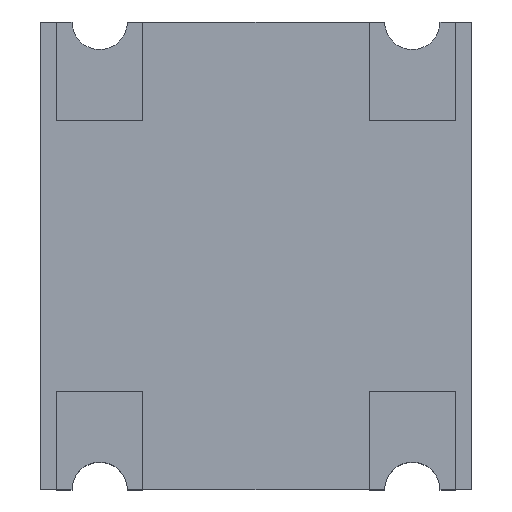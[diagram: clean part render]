
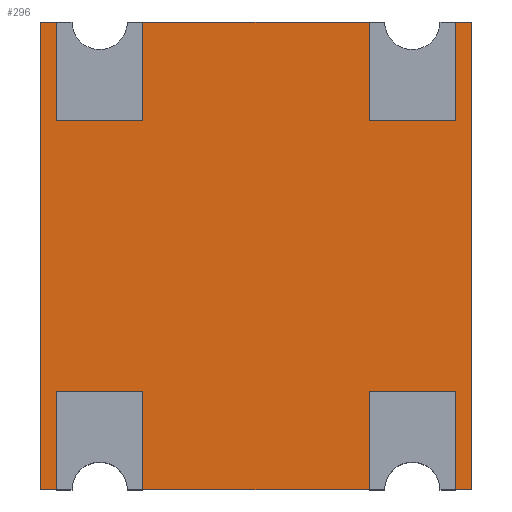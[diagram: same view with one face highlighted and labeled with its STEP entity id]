
A CAD part, top view. The second image highlights one B-rep face of the part: STEP entity #296.
In plain terms, the highlighted planar face has unit normal (0, 0, 1).
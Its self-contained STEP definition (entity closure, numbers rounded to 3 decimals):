
#24 = VERTEX_POINT('',#25);
#25 = CARTESIAN_POINT('',(-1.75,-1.9,1.13));
#31 = EDGE_CURVE('',#24,#32,#34,.T.);
#32 = VERTEX_POINT('',#33);
#33 = CARTESIAN_POINT('',(-1.75,1.9,1.13));
#34 = LINE('',#35,#36);
#35 = CARTESIAN_POINT('',(-1.75,-1.9,1.13));
#36 = VECTOR('',#37,1.);
#37 = DIRECTION('',(0.,1.,0.));
#80 = VERTEX_POINT('',#81);
#81 = CARTESIAN_POINT('',(-1.62,-1.9,1.13));
#87 = EDGE_CURVE('',#80,#24,#88,.T.);
#88 = LINE('',#89,#90);
#89 = CARTESIAN_POINT('',(1.75,-1.9,1.13));
#90 = VECTOR('',#91,1.);
#91 = DIRECTION('',(-1.,0.,0.));
#117 = EDGE_CURVE('',#32,#118,#120,.T.);
#118 = VERTEX_POINT('',#119);
#119 = CARTESIAN_POINT('',(-1.62,1.9,1.13));
#120 = LINE('',#121,#122);
#121 = CARTESIAN_POINT('',(-1.75,1.9,1.13));
#122 = VECTOR('',#123,1.);
#123 = DIRECTION('',(1.,0.,0.));
#296 = ADVANCED_FACE('',(#297),#436,.T.);
#297 = FACE_BOUND('',#298,.T.);
#298 = EDGE_LOOP('',(#299,#300,#301,#302,#310,#318,#326,#334,#342,#350,
    #358,#366,#374,#382,#390,#398,#406,#414,#422,#430));
#299 = ORIENTED_EDGE('',*,*,#117,.F.);
#300 = ORIENTED_EDGE('',*,*,#31,.F.);
#301 = ORIENTED_EDGE('',*,*,#87,.F.);
#302 = ORIENTED_EDGE('',*,*,#303,.F.);
#303 = EDGE_CURVE('',#304,#80,#306,.T.);
#304 = VERTEX_POINT('',#305);
#305 = CARTESIAN_POINT('',(-1.62,-1.1,1.13));
#306 = LINE('',#307,#308);
#307 = CARTESIAN_POINT('',(-1.62,-1.1,1.13));
#308 = VECTOR('',#309,1.);
#309 = DIRECTION('',(0.,-1.,0.));
#310 = ORIENTED_EDGE('',*,*,#311,.F.);
#311 = EDGE_CURVE('',#312,#304,#314,.T.);
#312 = VERTEX_POINT('',#313);
#313 = CARTESIAN_POINT('',(-0.92,-1.1,1.13));
#314 = LINE('',#315,#316);
#315 = CARTESIAN_POINT('',(-0.92,-1.1,1.13));
#316 = VECTOR('',#317,1.);
#317 = DIRECTION('',(-1.,0.,0.));
#318 = ORIENTED_EDGE('',*,*,#319,.F.);
#319 = EDGE_CURVE('',#320,#312,#322,.T.);
#320 = VERTEX_POINT('',#321);
#321 = CARTESIAN_POINT('',(-0.92,-1.9,1.13));
#322 = LINE('',#323,#324);
#323 = CARTESIAN_POINT('',(-0.92,-1.9,1.13));
#324 = VECTOR('',#325,1.);
#325 = DIRECTION('',(0.,1.,0.));
#326 = ORIENTED_EDGE('',*,*,#327,.F.);
#327 = EDGE_CURVE('',#328,#320,#330,.T.);
#328 = VERTEX_POINT('',#329);
#329 = CARTESIAN_POINT('',(0.92,-1.9,1.13));
#330 = LINE('',#331,#332);
#331 = CARTESIAN_POINT('',(1.75,-1.9,1.13));
#332 = VECTOR('',#333,1.);
#333 = DIRECTION('',(-1.,0.,0.));
#334 = ORIENTED_EDGE('',*,*,#335,.T.);
#335 = EDGE_CURVE('',#328,#336,#338,.T.);
#336 = VERTEX_POINT('',#337);
#337 = CARTESIAN_POINT('',(0.92,-1.1,1.13));
#338 = LINE('',#339,#340);
#339 = CARTESIAN_POINT('',(0.92,-1.9,1.13));
#340 = VECTOR('',#341,1.);
#341 = DIRECTION('',(0.,1.,0.));
#342 = ORIENTED_EDGE('',*,*,#343,.T.);
#343 = EDGE_CURVE('',#336,#344,#346,.T.);
#344 = VERTEX_POINT('',#345);
#345 = CARTESIAN_POINT('',(1.62,-1.1,1.13));
#346 = LINE('',#347,#348);
#347 = CARTESIAN_POINT('',(0.92,-1.1,1.13));
#348 = VECTOR('',#349,1.);
#349 = DIRECTION('',(1.,0.,0.));
#350 = ORIENTED_EDGE('',*,*,#351,.T.);
#351 = EDGE_CURVE('',#344,#352,#354,.T.);
#352 = VERTEX_POINT('',#353);
#353 = CARTESIAN_POINT('',(1.62,-1.9,1.13));
#354 = LINE('',#355,#356);
#355 = CARTESIAN_POINT('',(1.62,-1.1,1.13));
#356 = VECTOR('',#357,1.);
#357 = DIRECTION('',(0.,-1.,0.));
#358 = ORIENTED_EDGE('',*,*,#359,.F.);
#359 = EDGE_CURVE('',#360,#352,#362,.T.);
#360 = VERTEX_POINT('',#361);
#361 = CARTESIAN_POINT('',(1.75,-1.9,1.13));
#362 = LINE('',#363,#364);
#363 = CARTESIAN_POINT('',(1.75,-1.9,1.13));
#364 = VECTOR('',#365,1.);
#365 = DIRECTION('',(-1.,0.,0.));
#366 = ORIENTED_EDGE('',*,*,#367,.F.);
#367 = EDGE_CURVE('',#368,#360,#370,.T.);
#368 = VERTEX_POINT('',#369);
#369 = CARTESIAN_POINT('',(1.75,1.9,1.13));
#370 = LINE('',#371,#372);
#371 = CARTESIAN_POINT('',(1.75,1.9,1.13));
#372 = VECTOR('',#373,1.);
#373 = DIRECTION('',(0.,-1.,0.));
#374 = ORIENTED_EDGE('',*,*,#375,.F.);
#375 = EDGE_CURVE('',#376,#368,#378,.T.);
#376 = VERTEX_POINT('',#377);
#377 = CARTESIAN_POINT('',(1.62,1.9,1.13));
#378 = LINE('',#379,#380);
#379 = CARTESIAN_POINT('',(-1.75,1.9,1.13));
#380 = VECTOR('',#381,1.);
#381 = DIRECTION('',(1.,0.,0.));
#382 = ORIENTED_EDGE('',*,*,#383,.F.);
#383 = EDGE_CURVE('',#384,#376,#386,.T.);
#384 = VERTEX_POINT('',#385);
#385 = CARTESIAN_POINT('',(1.62,1.1,1.13));
#386 = LINE('',#387,#388);
#387 = CARTESIAN_POINT('',(1.62,1.1,1.13));
#388 = VECTOR('',#389,1.);
#389 = DIRECTION('',(0.,1.,0.));
#390 = ORIENTED_EDGE('',*,*,#391,.F.);
#391 = EDGE_CURVE('',#392,#384,#394,.T.);
#392 = VERTEX_POINT('',#393);
#393 = CARTESIAN_POINT('',(0.92,1.1,1.13));
#394 = LINE('',#395,#396);
#395 = CARTESIAN_POINT('',(0.92,1.1,1.13));
#396 = VECTOR('',#397,1.);
#397 = DIRECTION('',(1.,0.,0.));
#398 = ORIENTED_EDGE('',*,*,#399,.F.);
#399 = EDGE_CURVE('',#400,#392,#402,.T.);
#400 = VERTEX_POINT('',#401);
#401 = CARTESIAN_POINT('',(0.92,1.9,1.13));
#402 = LINE('',#403,#404);
#403 = CARTESIAN_POINT('',(0.92,1.9,1.13));
#404 = VECTOR('',#405,1.);
#405 = DIRECTION('',(0.,-1.,0.));
#406 = ORIENTED_EDGE('',*,*,#407,.F.);
#407 = EDGE_CURVE('',#408,#400,#410,.T.);
#408 = VERTEX_POINT('',#409);
#409 = CARTESIAN_POINT('',(-0.92,1.9,1.13));
#410 = LINE('',#411,#412);
#411 = CARTESIAN_POINT('',(-1.75,1.9,1.13));
#412 = VECTOR('',#413,1.);
#413 = DIRECTION('',(1.,0.,0.));
#414 = ORIENTED_EDGE('',*,*,#415,.T.);
#415 = EDGE_CURVE('',#408,#416,#418,.T.);
#416 = VERTEX_POINT('',#417);
#417 = CARTESIAN_POINT('',(-0.92,1.1,1.13));
#418 = LINE('',#419,#420);
#419 = CARTESIAN_POINT('',(-0.92,1.9,1.13));
#420 = VECTOR('',#421,1.);
#421 = DIRECTION('',(0.,-1.,0.));
#422 = ORIENTED_EDGE('',*,*,#423,.T.);
#423 = EDGE_CURVE('',#416,#424,#426,.T.);
#424 = VERTEX_POINT('',#425);
#425 = CARTESIAN_POINT('',(-1.62,1.1,1.13));
#426 = LINE('',#427,#428);
#427 = CARTESIAN_POINT('',(-0.92,1.1,1.13));
#428 = VECTOR('',#429,1.);
#429 = DIRECTION('',(-1.,0.,0.));
#430 = ORIENTED_EDGE('',*,*,#431,.T.);
#431 = EDGE_CURVE('',#424,#118,#432,.T.);
#432 = LINE('',#433,#434);
#433 = CARTESIAN_POINT('',(-1.62,1.1,1.13));
#434 = VECTOR('',#435,1.);
#435 = DIRECTION('',(0.,1.,0.));
#436 = PLANE('',#437);
#437 = AXIS2_PLACEMENT_3D('',#438,#439,#440);
#438 = CARTESIAN_POINT('',(-1.75,1.9,1.13));
#439 = DIRECTION('',(0.,0.,1.));
#440 = DIRECTION('',(1.,0.,-0.));
